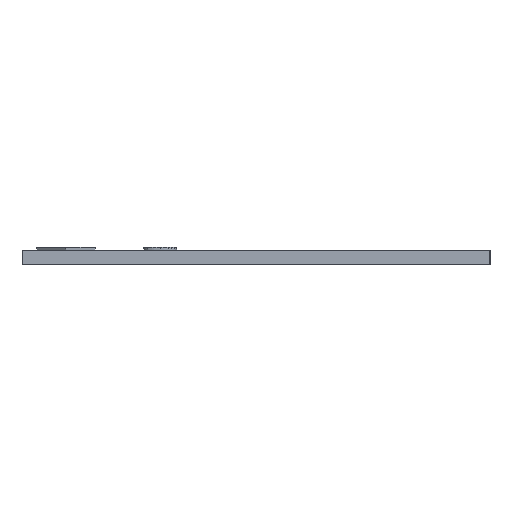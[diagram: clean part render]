
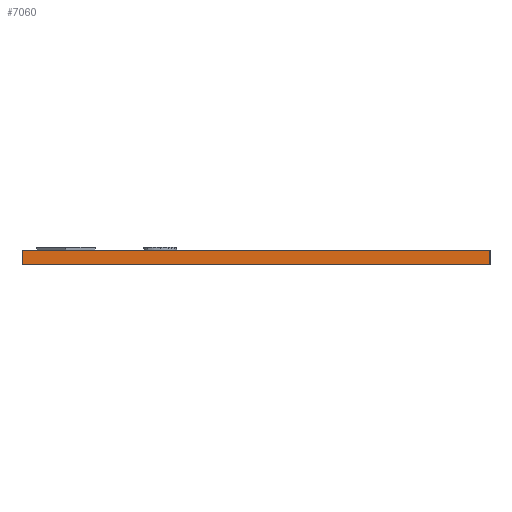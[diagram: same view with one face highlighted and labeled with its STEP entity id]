
A CAD part, left-side view. The second image highlights one B-rep face of the part: STEP entity #7060.
In plain terms, the highlighted planar face has unit normal (-1, 0, 0).
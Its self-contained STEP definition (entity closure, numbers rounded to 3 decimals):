
#931=FACE_OUTER_BOUND('',#1345,.T.);
#1345=EDGE_LOOP('',(#6460,#6461,#6462,#6463));
#1383=LINE('',#8519,#2071);
#1765=LINE('',#11905,#2453);
#1776=LINE('',#11932,#2464);
#2032=LINE('',#13252,#2720);
#2071=VECTOR('',#7350,10.);
#2453=VECTOR('',#7942,10.);
#2464=VECTOR('',#7965,10.);
#2720=VECTOR('',#8427,10.);
#2758=VERTEX_POINT('',#8516);
#2759=VERTEX_POINT('',#8518);
#3177=VERTEX_POINT('',#11902);
#3178=VERTEX_POINT('',#11904);
#3446=EDGE_CURVE('',#2758,#2759,#1383,.T.);
#4077=EDGE_CURVE('',#3177,#3178,#1765,.T.);
#4092=EDGE_CURVE('',#3177,#2759,#1776,.T.);
#4430=EDGE_CURVE('',#3178,#2758,#2032,.T.);
#6460=ORIENTED_EDGE('',*,*,#4077,.F.);
#6461=ORIENTED_EDGE('',*,*,#4092,.T.);
#6462=ORIENTED_EDGE('',*,*,#3446,.F.);
#6463=ORIENTED_EDGE('',*,*,#4430,.F.);
#6689=PLANE('',#7290);
#7060=ADVANCED_FACE('',(#931),#6689,.T.);
#7290=AXIS2_PLACEMENT_3D('',#13251,#8425,#8426);
#7350=DIRECTION('',(0.,-1.,0.));
#7942=DIRECTION('',(0.,1.,0.));
#7965=DIRECTION('',(0.,0.,1.));
#8425=DIRECTION('center_axis',(-1.,0.,0.));
#8426=DIRECTION('ref_axis',(0.,-1.,0.));
#8427=DIRECTION('',(0.,0.,1.));
#8516=CARTESIAN_POINT('',(-80.,80.,70.));
#8518=CARTESIAN_POINT('',(-80.,-80.,70.));
#8519=CARTESIAN_POINT('',(-80.,-80.,70.));
#11902=CARTESIAN_POINT('',(-80.,-80.,65.));
#11904=CARTESIAN_POINT('',(-80.,80.,65.));
#11905=CARTESIAN_POINT('',(-80.,-80.,65.));
#11932=CARTESIAN_POINT('',(-80.,-80.,65.));
#13251=CARTESIAN_POINT('Origin',(-80.,80.,65.));
#13252=CARTESIAN_POINT('',(-80.,80.,65.));
